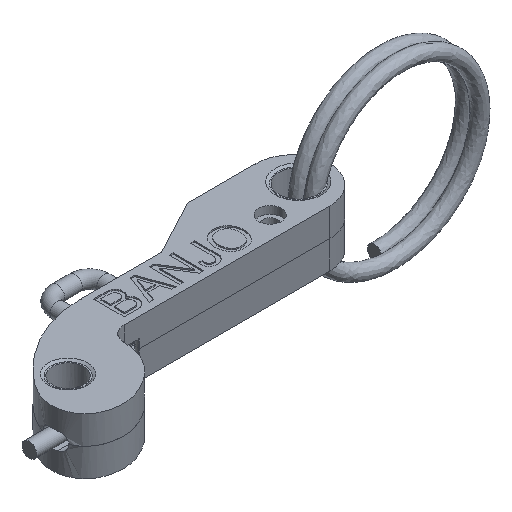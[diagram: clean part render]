
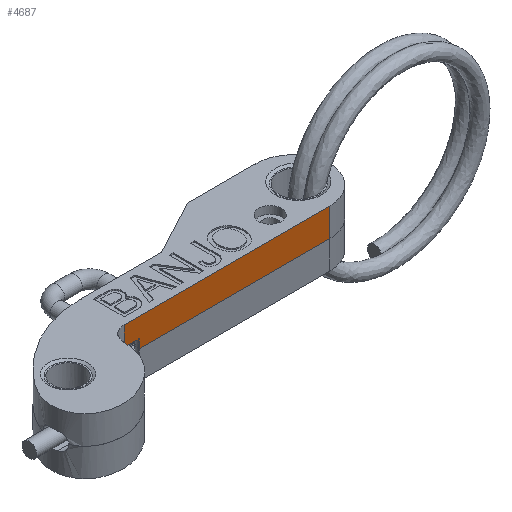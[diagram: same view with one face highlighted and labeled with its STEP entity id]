
A CAD part, isometric view. The second image highlights one B-rep face of the part: STEP entity #4687.
In plain terms, the highlighted planar face has unit normal (0, -1, 0).
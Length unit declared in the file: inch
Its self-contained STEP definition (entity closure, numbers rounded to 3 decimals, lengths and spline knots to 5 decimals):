
#419=PLANE('',#5017);
#719=FACE_OUTER_BOUND('',#1022,.T.);
#1022=EDGE_LOOP('',(#4195,#4196,#4197,#4198,#4199,#4200));
#1543=LINE('',#8078,#1945);
#1556=LINE('',#8230,#1958);
#1570=LINE('',#8267,#1972);
#1577=LINE('',#8296,#1979);
#1578=LINE('',#8299,#1980);
#1579=LINE('',#8300,#1981);
#1945=VECTOR('',#5815,0.3937);
#1958=VECTOR('',#5844,0.3937);
#1972=VECTOR('',#5876,0.3937);
#1979=VECTOR('',#5901,0.3937);
#1980=VECTOR('',#5904,0.3937);
#1981=VECTOR('',#5905,0.3937);
#2354=VERTEX_POINT('',#8075);
#2355=VERTEX_POINT('',#8077);
#2375=VERTEX_POINT('',#8228);
#2376=VERTEX_POINT('',#8229);
#2390=VERTEX_POINT('',#8266);
#2397=VERTEX_POINT('',#8298);
#2969=EDGE_CURVE('',#2355,#2354,#1543,.T.);
#2991=EDGE_CURVE('',#2375,#2376,#1556,.T.);
#3010=EDGE_CURVE('',#2390,#2375,#1570,.T.);
#3023=EDGE_CURVE('',#2390,#2354,#1577,.T.);
#3024=EDGE_CURVE('',#2397,#2376,#1578,.T.);
#3025=EDGE_CURVE('',#2397,#2355,#1579,.T.);
#4195=ORIENTED_EDGE('',*,*,#3010,.T.);
#4196=ORIENTED_EDGE('',*,*,#2991,.T.);
#4197=ORIENTED_EDGE('',*,*,#3024,.F.);
#4198=ORIENTED_EDGE('',*,*,#3025,.T.);
#4199=ORIENTED_EDGE('',*,*,#2969,.T.);
#4200=ORIENTED_EDGE('',*,*,#3023,.F.);
#4687=ADVANCED_FACE('',(#719),#419,.T.);
#5017=AXIS2_PLACEMENT_3D('',#8297,#5902,#5903);
#5815=DIRECTION('',(-1.,0.,0.));
#5844=DIRECTION('',(0.,0.,-1.));
#5876=DIRECTION('',(1.,0.,0.));
#5901=DIRECTION('',(0.,0.,1.));
#5902=DIRECTION('center_axis',(0.,-1.,0.));
#5903=DIRECTION('ref_axis',(0.,0.,-1.));
#5904=DIRECTION('',(-1.,0.,0.));
#5905=DIRECTION('',(0.,0.,1.));
#8075=CARTESIAN_POINT('',(0.5771,0.119,0.115));
#8077=CARTESIAN_POINT('',(2.255,0.119,0.115));
#8078=CARTESIAN_POINT('',(1.73425,0.119,0.115));
#8228=CARTESIAN_POINT('',(0.699,0.119,-0.045));
#8229=CARTESIAN_POINT('',(0.699,0.119,-0.115));
#8230=CARTESIAN_POINT('',(0.699,0.119,-0.0575));
#8266=CARTESIAN_POINT('',(0.5771,0.119,-0.045));
#8267=CARTESIAN_POINT('',(1.30874,0.119,-0.045));
#8296=CARTESIAN_POINT('',(0.5771,0.119,0.));
#8297=CARTESIAN_POINT('Origin',(2.255,0.119,0.));
#8298=CARTESIAN_POINT('',(2.255,0.119,-0.115));
#8299=CARTESIAN_POINT('',(1.73425,0.119,-0.115));
#8300=CARTESIAN_POINT('',(2.255,0.119,0.));
